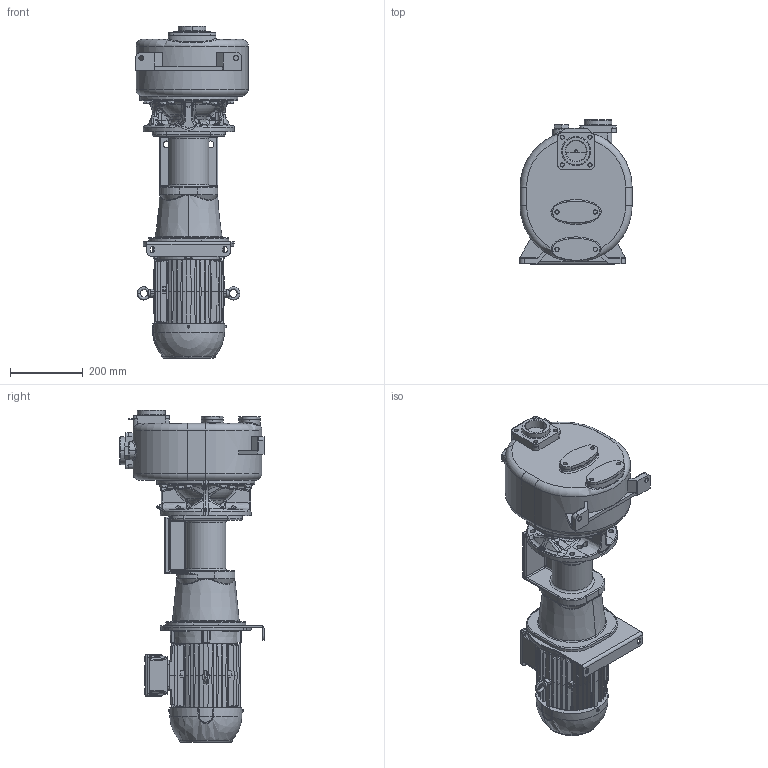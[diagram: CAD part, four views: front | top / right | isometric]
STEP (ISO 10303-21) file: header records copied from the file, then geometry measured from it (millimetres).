
FILE_DESCRIPTION((''),'2;1');
FILE_NAME('S_65_BBT','2021-02-15T14:04:54',('nicola'),(''),'CREO PARAMETRIC BY PTC INC, 2020342','CREO PARAMETRIC BY PTC INC, 2020342','');
FILE_SCHEMA(('CONFIG_CONTROL_DESIGN'));
Products named in the file (1): S_65_BBT
Bounding box: 308.5 x 396 x 912.6 mm (x, y, z)
Volume: 32055411.5 mm3; surface area: 1456891.4 mm2
Topology: 2 solids, 2 shells, 3132 faces, 7717 edges, 4807 vertices
Faces by surface type: plane 1632, bspline 546, cylinder 417, cone 383, torus 102, sphere 26, revolution 14, extrusion 12
Entity records: 156786 total; most frequent: CARTESIAN_POINT 87939, ORIENTED_EDGE 15426, DIRECTION 12357, EDGE_CURVE 7713, VERTEX_POINT 4807, AXIS2_PLACEMENT_3D 4298, VECTOR 3747, LINE 3735
